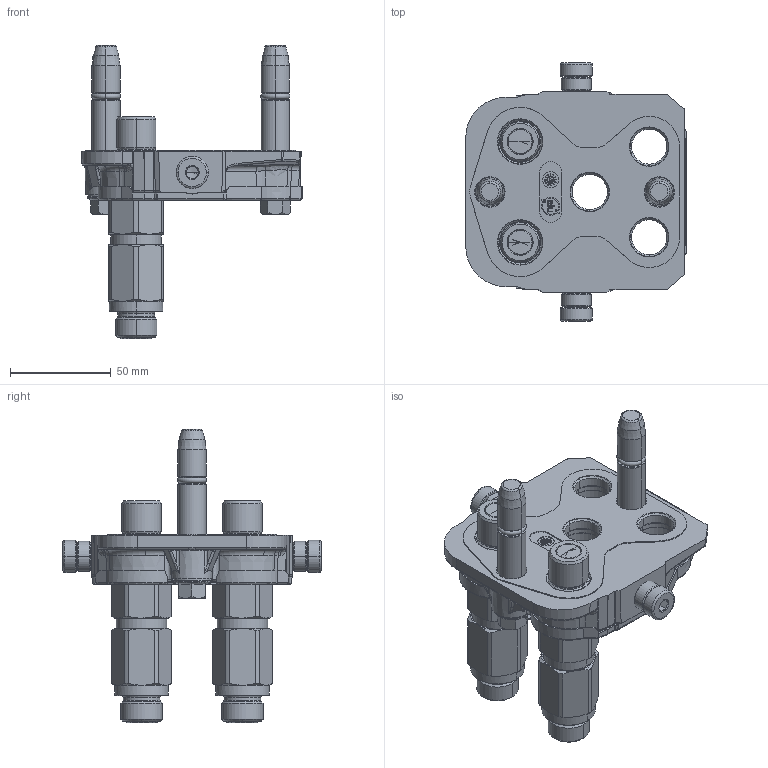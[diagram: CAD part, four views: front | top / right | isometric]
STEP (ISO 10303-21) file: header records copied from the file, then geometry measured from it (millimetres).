
FILE_DESCRIPTION (( 'STEP AP214' ), '1' );
FILE_NAME ('FASTER.step', '2024-03-27T09:16:07', ( '' ), ( '' ), 'SwSTEP 2.0', 'SolidWorks 2017', '' );
FILE_SCHEMA (( 'AUTOMOTIVE_DESIGN' ));
Length unit declared in the file: millimetre
Products named in the file (12): 4830_010_2101_000; 4830_028_1000_002; et002; 1540_080_0008_000; 4800_315_0001_000; 3ffnp3811_12sm; FASTER; or2_62x9_19_m; 4830_013_3000_020; 4830_021_0000_000; P5065_M_BASE
Assembly tree (17 placements, depth 3):
  FASTER
    P5065_M_BASE
      4830_010_2101_000
      4830_021_0000_000  x2
      1540_080_0008_000  x2
      or2_62x9_19_m  x2
      4830_013_3000_020  x2
      4830_028_1000_002  x2
      4800_315_0001_000
    3ffnp3811_12sm  x2
      3ffnp3811_12sm
    et002
Bounding box: 109.36 x 128 x 145.41 mm (x, y, z)
Volume: 7964.6 mm3; surface area: 103889.5 mm2
Topology: 6 solids, 46 shells, 3717 faces, 9949 edges, 6372 vertices
Faces by surface type: plane 2282, cylinder 541, bspline 345, cone 316, torus 189, sphere 44
Entity records: 135492 total; most frequent: CARTESIAN_POINT 51691, ORIENTED_EDGE 17668, DIRECTION 14951, EDGE_CURVE 8952, VECTOR 6271, LINE 6271, VERTEX_POINT 5748, AXIS2_PLACEMENT_3D 4340
